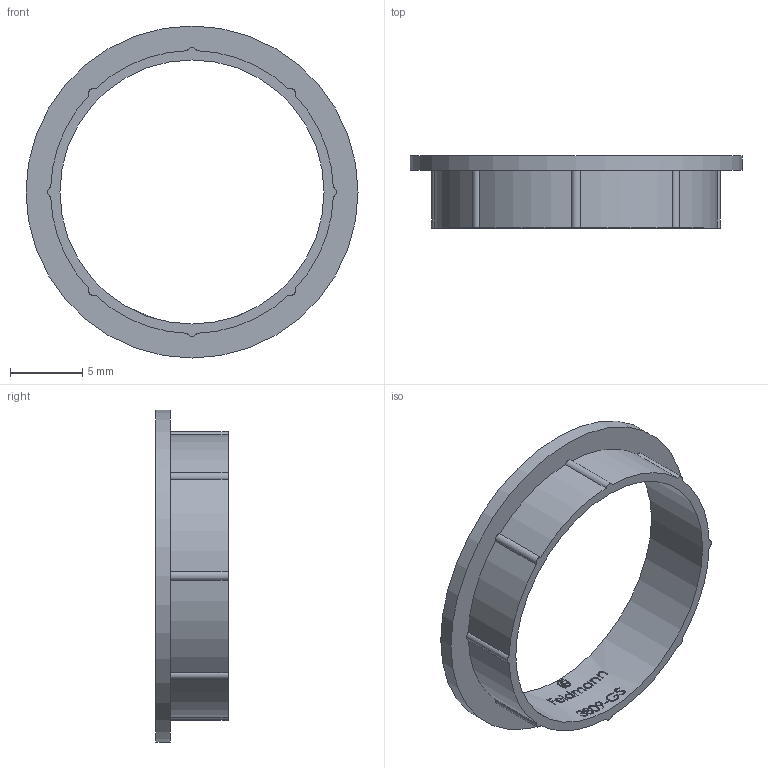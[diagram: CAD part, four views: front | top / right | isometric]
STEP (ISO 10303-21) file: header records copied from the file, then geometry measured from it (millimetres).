
FILE_DESCRIPTION (( 'STEP AP203' ), '1' );
FILE_NAME ('3809-GS.STEP', '2023-11-10T08:17:12', ( '' ), ( '' ), 'SwSTEP 2.0', 'SolidWorks 2018', '' );
FILE_SCHEMA (( 'CONFIG_CONTROL_DESIGN' ));
Length unit declared in the file: millimetre
Products named in the file (1): 3809-GS
Bounding box: 23 x 5 x 23 mm (x, y, z)
Volume: 309.8 mm3; surface area: 922.5 mm2
Topology: 1 solids, 1 shells, 281 faces, 774 edges, 516 vertices
Faces by surface type: bspline 141, plane 95, cylinder 45
Full cylindrical faces by diameter (mm): 18.3 x1, 23 x1
Entity records: 13803 total; most frequent: CARTESIAN_POINT 7629, ORIENTED_EDGE 1502, DIRECTION 845, EDGE_CURVE 751, VERTEX_POINT 502, VECTOR 339, LINE 339, EDGE_LOOP 305
